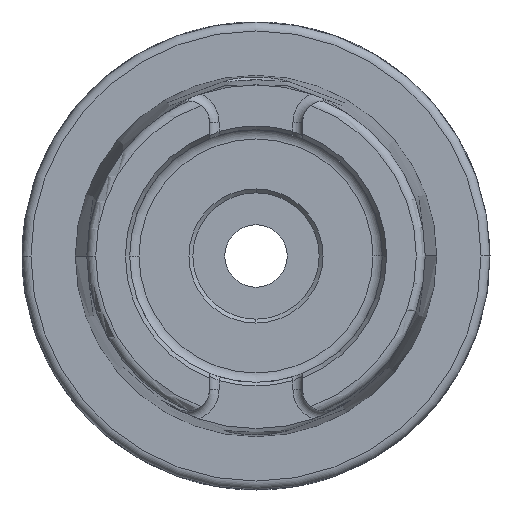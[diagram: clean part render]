
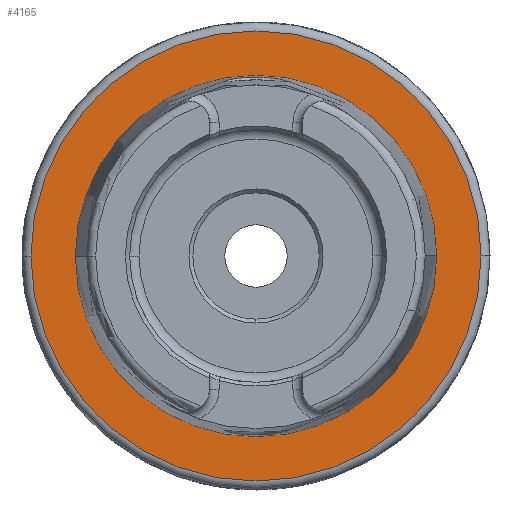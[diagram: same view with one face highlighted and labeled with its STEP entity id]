
A CAD part, left-side view. The second image highlights one B-rep face of the part: STEP entity #4165.
In plain terms, the highlighted planar face has unit normal (-1, 0, 0).
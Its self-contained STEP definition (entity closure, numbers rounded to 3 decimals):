
#207 = CIRCLE ( 'NONE', #2039, 24.321 ) ;
#462 = CARTESIAN_POINT ( 'NONE',  ( 0., 0., 0. ) ) ;
#571 = DIRECTION ( 'NONE',  ( 0., -1., 0. ) ) ;
#739 = EDGE_CURVE ( 'NONE', #2894, #4907, #1106, .T. ) ;
#754 = ORIENTED_EDGE ( 'NONE', *, *, #1792, .F. ) ;
#799 = DIRECTION ( 'NONE',  ( 1., 0., 0. ) ) ;
#980 = EDGE_LOOP ( 'NONE', ( #997, #4696 ) ) ;
#986 = DIRECTION ( 'NONE',  ( 0., 1., 0. ) ) ;
#997 = ORIENTED_EDGE ( 'NONE', *, *, #739, .T. ) ;
#1055 = CARTESIAN_POINT ( 'NONE',  ( 0., 0., 0. ) ) ;
#1079 = ORIENTED_EDGE ( 'NONE', *, *, #3246, .F. ) ;
#1088 = FACE_BOUND ( 'NONE', #980, .T. ) ;
#1106 = CIRCLE ( 'NONE', #6564, 24.321 ) ;
#1145 = CARTESIAN_POINT ( 'NONE',  ( 0., 0., 0. ) ) ;
#1263 = AXIS2_PLACEMENT_3D ( 'NONE', #3959, #799, #2999 ) ;
#1567 = VERTEX_POINT ( 'NONE', #5961 ) ;
#1792 = EDGE_CURVE ( 'NONE', #1567, #5558, #6093, .T. ) ;
#1975 = CARTESIAN_POINT ( 'NONE',  ( 0., 30.3, 0. ) ) ;
#2039 = AXIS2_PLACEMENT_3D ( 'NONE', #1145, #5332, #2743 ) ;
#2079 = PLANE ( 'NONE',  #4095 ) ;
#2656 = EDGE_LOOP ( 'NONE', ( #1079, #754 ) ) ;
#2743 = DIRECTION ( 'NONE',  ( 0., 1., 0. ) ) ;
#2894 = VERTEX_POINT ( 'NONE', #6151 ) ;
#2999 = DIRECTION ( 'NONE',  ( 0., 1., 0. ) ) ;
#3108 = DIRECTION ( 'NONE',  ( 1., 0., 0. ) ) ;
#3147 = DIRECTION ( 'NONE',  ( 0., 1., 0. ) ) ;
#3246 = EDGE_CURVE ( 'NONE', #5558, #1567, #3792, .T. ) ;
#3792 = CIRCLE ( 'NONE', #1263, 30.3 ) ;
#3959 = CARTESIAN_POINT ( 'NONE',  ( 0., 0., 0. ) ) ;
#3970 = CARTESIAN_POINT ( 'NONE',  ( 0., -24.321, 0. ) ) ;
#4072 = EDGE_CURVE ( 'NONE', #4907, #2894, #207, .T. ) ;
#4095 = AXIS2_PLACEMENT_3D ( 'NONE', #5236, #5270, #571 ) ;
#4165 = ADVANCED_FACE ( 'NONE', ( #1088, #6768 ), #2079, .T. ) ;
#4652 = DIRECTION ( 'NONE',  ( 1., 0., 0. ) ) ;
#4696 = ORIENTED_EDGE ( 'NONE', *, *, #4072, .T. ) ;
#4907 = VERTEX_POINT ( 'NONE', #3970 ) ;
#5115 = AXIS2_PLACEMENT_3D ( 'NONE', #462, #3108, #986 ) ;
#5236 = CARTESIAN_POINT ( 'NONE',  ( 0., 24.321, 0. ) ) ;
#5270 = DIRECTION ( 'NONE',  ( -1., 0., 0. ) ) ;
#5332 = DIRECTION ( 'NONE',  ( 1., 0., 0. ) ) ;
#5558 = VERTEX_POINT ( 'NONE', #1975 ) ;
#5961 = CARTESIAN_POINT ( 'NONE',  ( 0., -30.3, 0. ) ) ;
#6093 = CIRCLE ( 'NONE', #5115, 30.3 ) ;
#6151 = CARTESIAN_POINT ( 'NONE',  ( 0., 24.321, 0. ) ) ;
#6564 = AXIS2_PLACEMENT_3D ( 'NONE', #1055, #4652, #3147 ) ;
#6768 = FACE_OUTER_BOUND ( 'NONE', #2656, .T. ) ;
